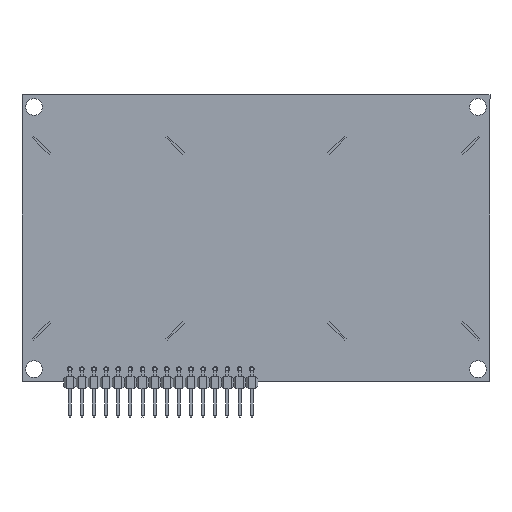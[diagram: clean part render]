
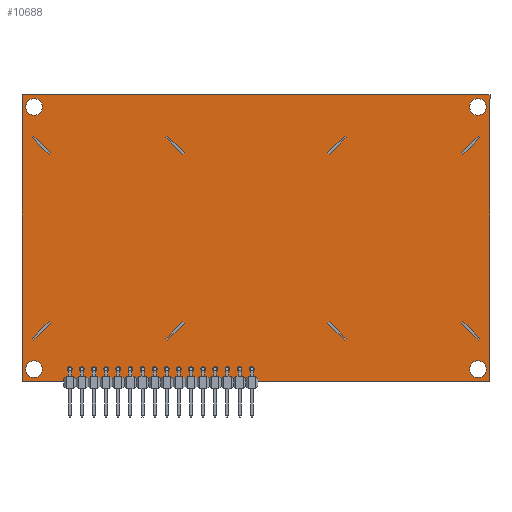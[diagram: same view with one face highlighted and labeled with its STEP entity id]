
A CAD part, front view. The second image highlights one B-rep face of the part: STEP entity #10688.
In plain terms, the highlighted face is planar.
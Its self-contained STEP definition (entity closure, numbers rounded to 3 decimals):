
#612=FACE_BOUND('',#1937,.T.);
#613=FACE_BOUND('',#1938,.T.);
#614=FACE_BOUND('',#1939,.T.);
#615=FACE_BOUND('',#1940,.T.);
#616=FACE_BOUND('',#1941,.T.);
#617=FACE_BOUND('',#1942,.T.);
#618=FACE_BOUND('',#1943,.T.);
#619=FACE_BOUND('',#1944,.T.);
#620=FACE_BOUND('',#1945,.T.);
#621=FACE_BOUND('',#1946,.T.);
#622=FACE_BOUND('',#1947,.T.);
#623=FACE_BOUND('',#1948,.T.);
#624=FACE_BOUND('',#1949,.T.);
#625=FACE_BOUND('',#1950,.T.);
#626=FACE_BOUND('',#1951,.T.);
#627=FACE_BOUND('',#1952,.T.);
#628=FACE_BOUND('',#1953,.T.);
#629=FACE_BOUND('',#1954,.T.);
#630=FACE_BOUND('',#1955,.T.);
#631=FACE_BOUND('',#1956,.T.);
#670=PLANE('',#11400);
#1269=FACE_OUTER_BOUND('',#1936,.T.);
#1936=EDGE_LOOP('',(#7815,#7816,#7817,#7818));
#1937=EDGE_LOOP('',(#7819));
#1938=EDGE_LOOP('',(#7820));
#1939=EDGE_LOOP('',(#7821));
#1940=EDGE_LOOP('',(#7822));
#1941=EDGE_LOOP('',(#7823));
#1942=EDGE_LOOP('',(#7824));
#1943=EDGE_LOOP('',(#7825));
#1944=EDGE_LOOP('',(#7826));
#1945=EDGE_LOOP('',(#7827));
#1946=EDGE_LOOP('',(#7828));
#1947=EDGE_LOOP('',(#7829));
#1948=EDGE_LOOP('',(#7830));
#1949=EDGE_LOOP('',(#7831));
#1950=EDGE_LOOP('',(#7832));
#1951=EDGE_LOOP('',(#7833));
#1952=EDGE_LOOP('',(#7834));
#1953=EDGE_LOOP('',(#7835));
#1954=EDGE_LOOP('',(#7836));
#1955=EDGE_LOOP('',(#7837));
#1956=EDGE_LOOP('',(#7838));
#2631=LINE('',#15112,#3951);
#2635=LINE('',#15120,#3955);
#2638=LINE('',#15126,#3958);
#2641=LINE('',#15131,#3961);
#3951=VECTOR('',#12257,10.);
#3955=VECTOR('',#12263,10.);
#3958=VECTOR('',#12268,10.);
#3961=VECTOR('',#12273,10.);
#5252=CIRCLE('',#11337,0.5);
#5254=CIRCLE('',#11340,0.5);
#5256=CIRCLE('',#11343,0.5);
#5258=CIRCLE('',#11346,1.75);
#5260=CIRCLE('',#11349,1.75);
#5262=CIRCLE('',#11352,0.5);
#5264=CIRCLE('',#11355,0.5);
#5266=CIRCLE('',#11358,0.5);
#5268=CIRCLE('',#11361,0.5);
#5270=CIRCLE('',#11364,0.5);
#5272=CIRCLE('',#11367,0.5);
#5274=CIRCLE('',#11370,0.5);
#5276=CIRCLE('',#11373,0.5);
#5278=CIRCLE('',#11376,0.5);
#5280=CIRCLE('',#11379,0.5);
#5282=CIRCLE('',#11382,1.75);
#5284=CIRCLE('',#11385,0.5);
#5286=CIRCLE('',#11388,0.5);
#5288=CIRCLE('',#11391,0.5);
#5290=CIRCLE('',#11394,1.75);
#5384=VERTEX_POINT('',#14992);
#5386=VERTEX_POINT('',#14998);
#5388=VERTEX_POINT('',#15004);
#5390=VERTEX_POINT('',#15010);
#5392=VERTEX_POINT('',#15016);
#5394=VERTEX_POINT('',#15022);
#5396=VERTEX_POINT('',#15028);
#5398=VERTEX_POINT('',#15034);
#5400=VERTEX_POINT('',#15040);
#5402=VERTEX_POINT('',#15046);
#5404=VERTEX_POINT('',#15052);
#5406=VERTEX_POINT('',#15058);
#5408=VERTEX_POINT('',#15064);
#5410=VERTEX_POINT('',#15070);
#5412=VERTEX_POINT('',#15076);
#5414=VERTEX_POINT('',#15082);
#5416=VERTEX_POINT('',#15088);
#5418=VERTEX_POINT('',#15094);
#5420=VERTEX_POINT('',#15100);
#5422=VERTEX_POINT('',#15106);
#5423=VERTEX_POINT('',#15110);
#5424=VERTEX_POINT('',#15111);
#5427=VERTEX_POINT('',#15119);
#5429=VERTEX_POINT('',#15125);
#6245=EDGE_CURVE('',#5384,#5384,#5252,.T.);
#6248=EDGE_CURVE('',#5386,#5386,#5254,.T.);
#6251=EDGE_CURVE('',#5388,#5388,#5256,.T.);
#6254=EDGE_CURVE('',#5390,#5390,#5258,.T.);
#6257=EDGE_CURVE('',#5392,#5392,#5260,.T.);
#6260=EDGE_CURVE('',#5394,#5394,#5262,.T.);
#6263=EDGE_CURVE('',#5396,#5396,#5264,.T.);
#6266=EDGE_CURVE('',#5398,#5398,#5266,.T.);
#6269=EDGE_CURVE('',#5400,#5400,#5268,.T.);
#6272=EDGE_CURVE('',#5402,#5402,#5270,.T.);
#6275=EDGE_CURVE('',#5404,#5404,#5272,.T.);
#6278=EDGE_CURVE('',#5406,#5406,#5274,.T.);
#6281=EDGE_CURVE('',#5408,#5408,#5276,.T.);
#6284=EDGE_CURVE('',#5410,#5410,#5278,.T.);
#6287=EDGE_CURVE('',#5412,#5412,#5280,.T.);
#6290=EDGE_CURVE('',#5414,#5414,#5282,.T.);
#6293=EDGE_CURVE('',#5416,#5416,#5284,.T.);
#6296=EDGE_CURVE('',#5418,#5418,#5286,.T.);
#6299=EDGE_CURVE('',#5420,#5420,#5288,.T.);
#6302=EDGE_CURVE('',#5422,#5422,#5290,.T.);
#6303=EDGE_CURVE('',#5423,#5424,#2631,.T.);
#6307=EDGE_CURVE('',#5424,#5427,#2635,.T.);
#6310=EDGE_CURVE('',#5427,#5429,#2638,.T.);
#6313=EDGE_CURVE('',#5429,#5423,#2641,.T.);
#7815=ORIENTED_EDGE('',*,*,#6313,.T.);
#7816=ORIENTED_EDGE('',*,*,#6303,.T.);
#7817=ORIENTED_EDGE('',*,*,#6307,.T.);
#7818=ORIENTED_EDGE('',*,*,#6310,.T.);
#7819=ORIENTED_EDGE('',*,*,#6302,.F.);
#7820=ORIENTED_EDGE('',*,*,#6299,.F.);
#7821=ORIENTED_EDGE('',*,*,#6296,.F.);
#7822=ORIENTED_EDGE('',*,*,#6293,.F.);
#7823=ORIENTED_EDGE('',*,*,#6290,.F.);
#7824=ORIENTED_EDGE('',*,*,#6287,.F.);
#7825=ORIENTED_EDGE('',*,*,#6284,.F.);
#7826=ORIENTED_EDGE('',*,*,#6281,.F.);
#7827=ORIENTED_EDGE('',*,*,#6278,.F.);
#7828=ORIENTED_EDGE('',*,*,#6275,.F.);
#7829=ORIENTED_EDGE('',*,*,#6272,.F.);
#7830=ORIENTED_EDGE('',*,*,#6269,.F.);
#7831=ORIENTED_EDGE('',*,*,#6266,.F.);
#7832=ORIENTED_EDGE('',*,*,#6263,.F.);
#7833=ORIENTED_EDGE('',*,*,#6260,.F.);
#7834=ORIENTED_EDGE('',*,*,#6257,.F.);
#7835=ORIENTED_EDGE('',*,*,#6254,.F.);
#7836=ORIENTED_EDGE('',*,*,#6251,.F.);
#7837=ORIENTED_EDGE('',*,*,#6248,.F.);
#7838=ORIENTED_EDGE('',*,*,#6245,.F.);
#10688=ADVANCED_FACE('',(#1269,#612,#613,#614,#615,#616,#617,#618,#619,
#620,#621,#622,#623,#624,#625,#626,#627,#628,#629,#630,#631),#670,.F.);
#11337=AXIS2_PLACEMENT_3D('',#14994,#12120,#12121);
#11340=AXIS2_PLACEMENT_3D('',#15000,#12127,#12128);
#11343=AXIS2_PLACEMENT_3D('',#15006,#12134,#12135);
#11346=AXIS2_PLACEMENT_3D('',#15012,#12141,#12142);
#11349=AXIS2_PLACEMENT_3D('',#15018,#12148,#12149);
#11352=AXIS2_PLACEMENT_3D('',#15024,#12155,#12156);
#11355=AXIS2_PLACEMENT_3D('',#15030,#12162,#12163);
#11358=AXIS2_PLACEMENT_3D('',#15036,#12169,#12170);
#11361=AXIS2_PLACEMENT_3D('',#15042,#12176,#12177);
#11364=AXIS2_PLACEMENT_3D('',#15048,#12183,#12184);
#11367=AXIS2_PLACEMENT_3D('',#15054,#12190,#12191);
#11370=AXIS2_PLACEMENT_3D('',#15060,#12197,#12198);
#11373=AXIS2_PLACEMENT_3D('',#15066,#12204,#12205);
#11376=AXIS2_PLACEMENT_3D('',#15072,#12211,#12212);
#11379=AXIS2_PLACEMENT_3D('',#15078,#12218,#12219);
#11382=AXIS2_PLACEMENT_3D('',#15084,#12225,#12226);
#11385=AXIS2_PLACEMENT_3D('',#15090,#12232,#12233);
#11388=AXIS2_PLACEMENT_3D('',#15096,#12239,#12240);
#11391=AXIS2_PLACEMENT_3D('',#15102,#12246,#12247);
#11394=AXIS2_PLACEMENT_3D('',#15108,#12253,#12254);
#11400=AXIS2_PLACEMENT_3D('',#15134,#12277,#12278);
#12120=DIRECTION('center_axis',(0.,0.,-1.));
#12121=DIRECTION('ref_axis',(-1.,0.,0.));
#12127=DIRECTION('center_axis',(0.,0.,-1.));
#12128=DIRECTION('ref_axis',(-1.,0.,0.));
#12134=DIRECTION('center_axis',(0.,0.,-1.));
#12135=DIRECTION('ref_axis',(-1.,0.,0.));
#12141=DIRECTION('center_axis',(0.,0.,-1.));
#12142=DIRECTION('ref_axis',(-1.,0.,0.));
#12148=DIRECTION('center_axis',(0.,0.,-1.));
#12149=DIRECTION('ref_axis',(-1.,0.,0.));
#12155=DIRECTION('center_axis',(0.,0.,-1.));
#12156=DIRECTION('ref_axis',(-1.,0.,0.));
#12162=DIRECTION('center_axis',(0.,0.,-1.));
#12163=DIRECTION('ref_axis',(-1.,0.,0.));
#12169=DIRECTION('center_axis',(0.,0.,-1.));
#12170=DIRECTION('ref_axis',(-1.,0.,0.));
#12176=DIRECTION('center_axis',(0.,0.,-1.));
#12177=DIRECTION('ref_axis',(-1.,0.,0.));
#12183=DIRECTION('center_axis',(0.,0.,-1.));
#12184=DIRECTION('ref_axis',(-1.,0.,0.));
#12190=DIRECTION('center_axis',(0.,0.,-1.));
#12191=DIRECTION('ref_axis',(-1.,0.,0.));
#12197=DIRECTION('center_axis',(0.,0.,-1.));
#12198=DIRECTION('ref_axis',(-1.,0.,0.));
#12204=DIRECTION('center_axis',(0.,0.,-1.));
#12205=DIRECTION('ref_axis',(-1.,0.,0.));
#12211=DIRECTION('center_axis',(0.,0.,-1.));
#12212=DIRECTION('ref_axis',(-1.,0.,0.));
#12218=DIRECTION('center_axis',(0.,0.,-1.));
#12219=DIRECTION('ref_axis',(-1.,0.,0.));
#12225=DIRECTION('center_axis',(0.,0.,-1.));
#12226=DIRECTION('ref_axis',(-1.,0.,0.));
#12232=DIRECTION('center_axis',(0.,0.,-1.));
#12233=DIRECTION('ref_axis',(-1.,0.,0.));
#12239=DIRECTION('center_axis',(0.,0.,-1.));
#12240=DIRECTION('ref_axis',(-1.,0.,0.));
#12246=DIRECTION('center_axis',(0.,0.,-1.));
#12247=DIRECTION('ref_axis',(-1.,0.,0.));
#12253=DIRECTION('center_axis',(0.,0.,-1.));
#12254=DIRECTION('ref_axis',(-1.,0.,0.));
#12257=DIRECTION('',(0.,1.,0.));
#12263=DIRECTION('',(1.,0.,0.));
#12268=DIRECTION('',(0.,-1.,0.));
#12273=DIRECTION('',(-1.,0.,0.));
#12277=DIRECTION('center_axis',(0.,0.,1.));
#12278=DIRECTION('ref_axis',(-1.,0.,0.));
#14992=CARTESIAN_POINT('',(25.9,0.,2.54));
#14994=CARTESIAN_POINT('Origin',(25.4,0.,2.54));
#14998=CARTESIAN_POINT('',(30.98,0.,2.54));
#15000=CARTESIAN_POINT('Origin',(30.48,0.,2.54));
#15004=CARTESIAN_POINT('',(38.6,0.,2.54));
#15006=CARTESIAN_POINT('Origin',(38.1,0.,2.54));
#15010=CARTESIAN_POINT('',(87.21,0.,2.54));
#15012=CARTESIAN_POINT('Origin',(85.46,0.,2.54));
#15016=CARTESIAN_POINT('',(-5.71,-54.92,2.54));
#15018=CARTESIAN_POINT('Origin',(-7.46,-54.92,2.54));
#15022=CARTESIAN_POINT('',(10.66,0.,2.54));
#15024=CARTESIAN_POINT('Origin',(10.16,0.,2.54));
#15028=CARTESIAN_POINT('',(3.04,0.,2.54));
#15030=CARTESIAN_POINT('Origin',(2.54,0.,2.54));
#15034=CARTESIAN_POINT('',(28.44,0.,2.54));
#15036=CARTESIAN_POINT('Origin',(27.94,0.,2.54));
#15040=CARTESIAN_POINT('',(20.82,0.,2.54));
#15042=CARTESIAN_POINT('Origin',(20.32,0.,2.54));
#15046=CARTESIAN_POINT('',(5.58,0.,2.54));
#15048=CARTESIAN_POINT('Origin',(5.08,0.,2.54));
#15052=CARTESIAN_POINT('',(15.74,0.,2.54));
#15054=CARTESIAN_POINT('Origin',(15.24,0.,2.54));
#15058=CARTESIAN_POINT('',(13.2,0.,2.54));
#15060=CARTESIAN_POINT('Origin',(12.7,0.,2.54));
#15064=CARTESIAN_POINT('',(0.5,0.,2.54));
#15066=CARTESIAN_POINT('Origin',(0.,0.,2.54));
#15070=CARTESIAN_POINT('',(8.12,0.,2.54));
#15072=CARTESIAN_POINT('Origin',(7.62,0.,2.54));
#15076=CARTESIAN_POINT('',(18.28,0.,2.54));
#15078=CARTESIAN_POINT('Origin',(17.78,0.,2.54));
#15082=CARTESIAN_POINT('',(87.21,-54.92,2.54));
#15084=CARTESIAN_POINT('Origin',(85.46,-54.92,2.54));
#15088=CARTESIAN_POINT('',(23.36,0.,2.54));
#15090=CARTESIAN_POINT('Origin',(22.86,0.,2.54));
#15094=CARTESIAN_POINT('',(36.06,0.,2.54));
#15096=CARTESIAN_POINT('Origin',(35.56,0.,2.54));
#15100=CARTESIAN_POINT('',(33.52,0.,2.54));
#15102=CARTESIAN_POINT('Origin',(33.02,0.,2.54));
#15106=CARTESIAN_POINT('',(-5.71,0.,2.54));
#15108=CARTESIAN_POINT('Origin',(-7.46,0.,2.54));
#15110=CARTESIAN_POINT('',(-10.,-57.46,2.54));
#15111=CARTESIAN_POINT('',(-10.,2.54,2.54));
#15112=CARTESIAN_POINT('',(-10.,-57.46,2.54));
#15119=CARTESIAN_POINT('',(88.,2.54,2.54));
#15120=CARTESIAN_POINT('',(-10.,2.54,2.54));
#15125=CARTESIAN_POINT('',(88.,-57.46,2.54));
#15126=CARTESIAN_POINT('',(88.,2.54,2.54));
#15131=CARTESIAN_POINT('',(88.,-57.46,2.54));
#15134=CARTESIAN_POINT('Origin',(39.,-27.46,2.54));
